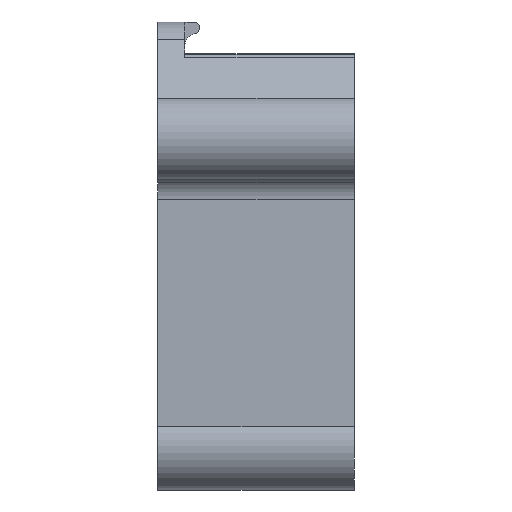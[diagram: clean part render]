
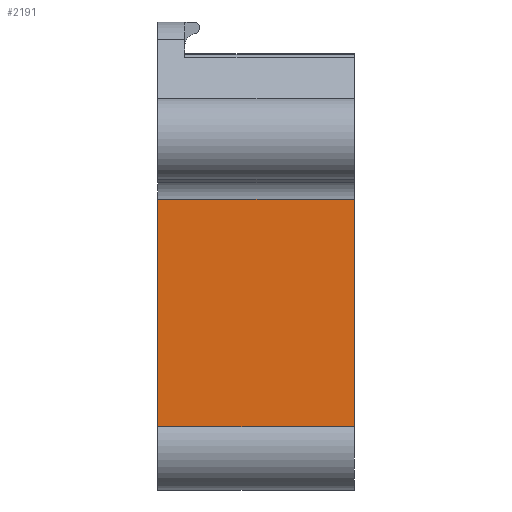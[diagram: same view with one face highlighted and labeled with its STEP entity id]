
A CAD part, left-side view. The second image highlights one B-rep face of the part: STEP entity #2191.
In plain terms, the highlighted planar face has unit normal (-1, 0, 0).
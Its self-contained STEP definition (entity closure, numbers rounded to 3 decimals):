
#118=LINE('',#3249,#332);
#121=LINE('',#3260,#335);
#126=LINE('',#3278,#340);
#231=LINE('',#3524,#445);
#240=LINE('',#3558,#454);
#241=LINE('',#3560,#455);
#332=VECTOR('',#2610,10.);
#335=VECTOR('',#2621,10.);
#340=VECTOR('',#2638,10.);
#445=VECTOR('',#2857,10.);
#454=VECTOR('',#2890,10.);
#455=VECTOR('',#2893,10.);
#615=FACE_OUTER_BOUND('',#750,.T.);
#750=EDGE_LOOP('',(#1803,#1804,#1805,#1806,#1807,#1808));
#973=VERTEX_POINT('',#3247);
#974=VERTEX_POINT('',#3248);
#978=VERTEX_POINT('',#3258);
#985=VERTEX_POINT('',#3277);
#1069=VERTEX_POINT('',#3522);
#1082=VERTEX_POINT('',#3556);
#1205=EDGE_CURVE('',#973,#974,#118,.T.);
#1211=EDGE_CURVE('',#974,#978,#121,.T.);
#1219=EDGE_CURVE('',#973,#985,#126,.T.);
#1339=EDGE_CURVE('',#1069,#978,#231,.T.);
#1359=EDGE_CURVE('',#1082,#1069,#240,.T.);
#1360=EDGE_CURVE('',#1082,#985,#241,.T.);
#1803=ORIENTED_EDGE('',*,*,#1211,.T.);
#1804=ORIENTED_EDGE('',*,*,#1339,.F.);
#1805=ORIENTED_EDGE('',*,*,#1359,.F.);
#1806=ORIENTED_EDGE('',*,*,#1360,.T.);
#1807=ORIENTED_EDGE('',*,*,#1219,.F.);
#1808=ORIENTED_EDGE('',*,*,#1205,.T.);
#2100=PLANE('',#2372);
#2191=ADVANCED_FACE('',(#615),#2100,.T.);
#2372=AXIS2_PLACEMENT_3D('',#3559,#2891,#2892);
#2610=DIRECTION('',(0.,0.,1.));
#2621=DIRECTION('',(0.,-1.,0.));
#2638=DIRECTION('',(0.,1.,0.));
#2857=DIRECTION('',(0.,0.,-1.));
#2890=DIRECTION('',(0.,-1.,0.));
#2891=DIRECTION('center_axis',(-1.,0.,0.));
#2892=DIRECTION('ref_axis',(0.,0.,1.));
#2893=DIRECTION('',(0.,0.,-1.));
#3247=CARTESIAN_POINT('',(-9.246,18.495,-37.584));
#3248=CARTESIAN_POINT('',(-9.246,18.495,-35.781));
#3249=CARTESIAN_POINT('',(-9.246,18.495,-39.904));
#3258=CARTESIAN_POINT('',(-9.246,2.025,-35.781));
#3260=CARTESIAN_POINT('',(-9.246,5.935,-35.781));
#3277=CARTESIAN_POINT('',(-9.246,18.5,-37.584));
#3278=CARTESIAN_POINT('',(-9.246,0.,-37.584));
#3522=CARTESIAN_POINT('',(-9.246,2.025,-16.716));
#3524=CARTESIAN_POINT('',(-9.246,2.025,-20.292));
#3556=CARTESIAN_POINT('',(-9.246,18.5,-16.716));
#3558=CARTESIAN_POINT('',(-9.246,-0.25,-16.716));
#3559=CARTESIAN_POINT('Origin',(-9.246,0.,-40.584));
#3560=CARTESIAN_POINT('',(-9.246,18.5,-31.639));
